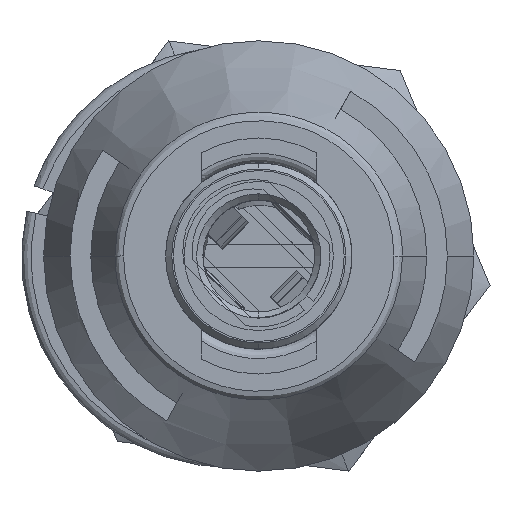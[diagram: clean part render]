
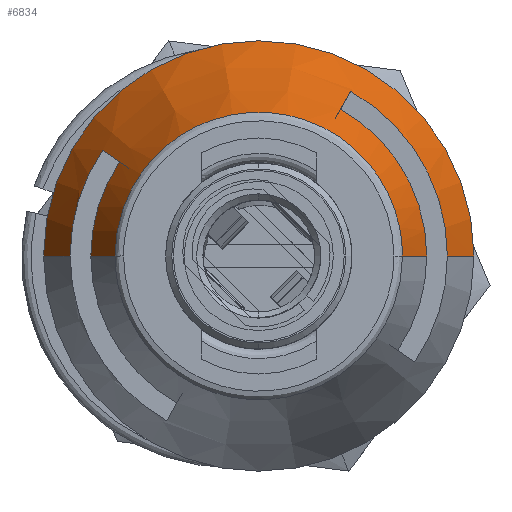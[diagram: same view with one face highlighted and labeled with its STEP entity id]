
A CAD part, left-side view. The second image highlights one B-rep face of the part: STEP entity #6834.
In plain terms, the highlighted conical face has half-angle 23.199 degrees and reference radius 4.55 mm.
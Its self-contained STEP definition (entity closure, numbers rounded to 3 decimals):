
#1793 = AXIS2_PLACEMENT_3D ( 'NONE', #29347, #5996, #20696 ) ;
#2639 = VECTOR ( 'NONE', #28896, 1000. ) ;
#2648 = VERTEX_POINT ( 'NONE', #68349 ) ;
#2978 = LINE ( 'NONE', #79037, #44184 ) ;
#5446 = VERTEX_POINT ( 'NONE', #15523 ) ;
#5996 = DIRECTION ( 'NONE',  ( 1., 0., 0. ) ) ;
#6592 = CIRCLE ( 'NONE', #76152, 6.071 ) ;
#6720 = DIRECTION ( 'NONE',  ( 0., 0., -1. ) ) ;
#6726 = VECTOR ( 'NONE', #91893, 1000. ) ;
#6806 = CARTESIAN_POINT ( 'NONE',  ( 5.035, 0., -6.929 ) ) ;
#6834 = ADVANCED_FACE ( 'NONE', ( #22674 ), #70902, .T. ) ;
#6961 = VERTEX_POINT ( 'NONE', #80861 ) ;
#8362 = LINE ( 'NONE', #67757, #86280 ) ;
#9112 = CARTESIAN_POINT ( 'NONE',  ( 7.035, 0., 0. ) ) ;
#9374 = CARTESIAN_POINT ( 'NONE',  ( 8.585, 0., 5.407 ) ) ;
#9540 = CARTESIAN_POINT ( 'NONE',  ( 10.403, -4.507, -1.211 ) ) ;
#12702 = CARTESIAN_POINT ( 'NONE',  ( 10.585, 0., 0. ) ) ;
#12838 = EDGE_CURVE ( 'NONE', #37889, #35228, #91459, .T. ) ;
#13427 = CARTESIAN_POINT ( 'NONE',  ( 5.035, 0., 0. ) ) ;
#13428 = DIRECTION ( 'NONE',  ( 1., 0., 0. ) ) ;
#15523 = CARTESIAN_POINT ( 'NONE',  ( 8.585, 0., -5.407 ) ) ;
#16053 = CARTESIAN_POINT ( 'NONE',  ( 7.035, -5.303, 2.956 ) ) ;
#16121 = DIRECTION ( 'NONE',  ( 1., 0., 0. ) ) ;
#17362 = EDGE_CURVE ( 'NONE', #92510, #37447, #33146, .T. ) ;
#17521 = CARTESIAN_POINT ( 'NONE',  ( 10.403, -0.606, -4.628 ) ) ;
#18402 = CARTESIAN_POINT ( 'NONE',  ( 10.585, 0., -4.55 ) ) ;
#20576 = VERTEX_POINT ( 'NONE', #34937 ) ;
#20696 = DIRECTION ( 'NONE',  ( 0., 0., -1. ) ) ;
#21169 = ORIENTED_EDGE ( 'NONE', *, *, #92683, .F. ) ;
#22674 = FACE_OUTER_BOUND ( 'NONE', #88014, .T. ) ;
#23507 = EDGE_CURVE ( 'NONE', #59239, #37889, #8362, .T. ) ;
#24594 = CARTESIAN_POINT ( 'NONE',  ( 10.403, -1.211, -4.507 ) ) ;
#24648 = CARTESIAN_POINT ( 'NONE',  ( 5.035, 0., 6.929 ) ) ;
#26216 = VERTEX_POINT ( 'NONE', #16053 ) ;
#28496 = DIRECTION ( 'NONE',  ( 0., 0., -1. ) ) ;
#28896 = DIRECTION ( 'NONE',  ( -0.919, 0., -0.394 ) ) ;
#29347 = CARTESIAN_POINT ( 'NONE',  ( 8.585, 0., 0. ) ) ;
#31027 = CARTESIAN_POINT ( 'NONE',  ( 10.403, -4.044, 2.331 ) ) ;
#31346 = CARTESIAN_POINT ( 'NONE',  ( 10.403, -0.606, 4.628 ) ) ;
#32308 = CARTESIAN_POINT ( 'NONE',  ( 10.403, -2.844, 3.701 ) ) ;
#33146 = B_SPLINE_CURVE_WITH_KNOTS ( 'NONE', 3,
 ( #61448, #17521, #24594, #39705, #68837, #75546, #68505, #9540, #47034, #60514, #60820, #31027, #53757, #32308, #75218, #45758, #31346, #90900 ),
 .UNSPECIFIED., .F., .F.,
 ( 4, 2, 2, 2, 2, 2, 2, 2, 4 ),
 ( 0., 0.062, 0.125, 0.187, 0.25, 0.312, 0.375, 0.437, 0.5 ),
 .UNSPECIFIED. ) ;
#34937 = CARTESIAN_POINT ( 'NONE',  ( 8.585, -4.723, 2.632 ) ) ;
#35028 = EDGE_CURVE ( 'NONE', #6961, #2648, #42690, .T. ) ;
#35166 = EDGE_CURVE ( 'NONE', #2648, #35228, #61091, .T. ) ;
#35228 = VERTEX_POINT ( 'NONE', #6806 ) ;
#37447 = VERTEX_POINT ( 'NONE', #89998 ) ;
#37819 = LINE ( 'NONE', #18402, #88112 ) ;
#37889 = VERTEX_POINT ( 'NONE', #24648 ) ;
#38517 = VECTOR ( 'NONE', #74567, 1000. ) ;
#39705 = CARTESIAN_POINT ( 'NONE',  ( 10.403, -2.331, -4.044 ) ) ;
#40665 = CARTESIAN_POINT ( 'NONE',  ( 21.202, 0., 0. ) ) ;
#41889 = ORIENTED_EDGE ( 'NONE', *, *, #35028, .F. ) ;
#42204 = DIRECTION ( 'NONE',  ( 0., 0., 1. ) ) ;
#42407 = CARTESIAN_POINT ( 'NONE',  ( 10.585, 0., -4.55 ) ) ;
#42690 = CIRCLE ( 'NONE', #94493, 6.071 ) ;
#43357 = AXIS2_PLACEMENT_3D ( 'NONE', #12702, #78684, #42204 ) ;
#43755 = DIRECTION ( 'NONE',  ( -1., 0., 0. ) ) ;
#44184 = VECTOR ( 'NONE', #86092, 1000. ) ;
#44219 = ORIENTED_EDGE ( 'NONE', *, *, #67464, .F. ) ;
#45758 = CARTESIAN_POINT ( 'NONE',  ( 10.403, -1.211, 4.507 ) ) ;
#47034 = CARTESIAN_POINT ( 'NONE',  ( 10.403, -4.628, -0.606 ) ) ;
#50920 = EDGE_CURVE ( 'NONE', #37447, #87024, #53382, .T. ) ;
#51179 = CIRCLE ( 'NONE', #91719, 5.407 ) ;
#51367 = LINE ( 'NONE', #40665, #6726 ) ;
#52201 = AXIS2_PLACEMENT_3D ( 'NONE', #13427, #80352, #28496 ) ;
#52357 = DIRECTION ( 'NONE',  ( -0.919, 0., 0.394 ) ) ;
#53382 = LINE ( 'NONE', #58562, #38517 ) ;
#53757 = CARTESIAN_POINT ( 'NONE',  ( 10.403, -3.701, 2.844 ) ) ;
#55231 = VERTEX_POINT ( 'NONE', #60118 ) ;
#55534 = ORIENTED_EDGE ( 'NONE', *, *, #23507, .T. ) ;
#58562 = CARTESIAN_POINT ( 'NONE',  ( 10.585, 0., 4.55 ) ) ;
#59239 = VERTEX_POINT ( 'NONE', #66367 ) ;
#60118 = CARTESIAN_POINT ( 'NONE',  ( 8.585, -3.034, -4.476 ) ) ;
#60514 = CARTESIAN_POINT ( 'NONE',  ( 10.403, -4.628, 0.606 ) ) ;
#60820 = CARTESIAN_POINT ( 'NONE',  ( 10.403, -4.507, 1.211 ) ) ;
#61091 = LINE ( 'NONE', #42407, #2639 ) ;
#61448 = CARTESIAN_POINT ( 'NONE',  ( 10.403, 0., -4.628 ) ) ;
#62329 = CARTESIAN_POINT ( 'NONE',  ( 10.403, 0., -4.628 ) ) ;
#62910 = CIRCLE ( 'NONE', #1793, 5.407 ) ;
#65026 = ORIENTED_EDGE ( 'NONE', *, *, #50920, .T. ) ;
#65486 = EDGE_CURVE ( 'NONE', #55231, #5446, #62910, .T. ) ;
#66367 = CARTESIAN_POINT ( 'NONE',  ( 7.035, 0., 6.071 ) ) ;
#67423 = ORIENTED_EDGE ( 'NONE', *, *, #17362, .T. ) ;
#67464 = EDGE_CURVE ( 'NONE', #59239, #26216, #6592, .T. ) ;
#67757 = CARTESIAN_POINT ( 'NONE',  ( 10.585, 0., 4.55 ) ) ;
#68349 = CARTESIAN_POINT ( 'NONE',  ( 7.035, 0., -6.071 ) ) ;
#68505 = CARTESIAN_POINT ( 'NONE',  ( 10.403, -4.044, -2.331 ) ) ;
#68837 = CARTESIAN_POINT ( 'NONE',  ( 10.403, -2.844, -3.701 ) ) ;
#70902 = CONICAL_SURFACE ( 'NONE', #43357, 4.55, 0.405 ) ;
#73796 = ORIENTED_EDGE ( 'NONE', *, *, #75327, .F. ) ;
#74452 = DIRECTION ( 'NONE',  ( 0., 0., -1. ) ) ;
#74567 = DIRECTION ( 'NONE',  ( -0.919, 0., 0.394 ) ) ;
#75218 = CARTESIAN_POINT ( 'NONE',  ( 10.403, -2.331, 4.044 ) ) ;
#75327 = EDGE_CURVE ( 'NONE', #26216, #20576, #2978, .T. ) ;
#75546 = CARTESIAN_POINT ( 'NONE',  ( 10.403, -3.701, -2.844 ) ) ;
#75634 = ORIENTED_EDGE ( 'NONE', *, *, #94619, .T. ) ;
#76152 = AXIS2_PLACEMENT_3D ( 'NONE', #80036, #13428, #6720 ) ;
#78684 = DIRECTION ( 'NONE',  ( -1., 0., 0. ) ) ;
#78981 = DIRECTION ( 'NONE',  ( 0., 0., 1. ) ) ;
#79037 = CARTESIAN_POINT ( 'NONE',  ( 21.202, 0., 0. ) ) ;
#80036 = CARTESIAN_POINT ( 'NONE',  ( 7.035, 0., 0. ) ) ;
#80352 = DIRECTION ( 'NONE',  ( 1., 0., 0. ) ) ;
#80861 = CARTESIAN_POINT ( 'NONE',  ( 7.035, -3.407, -5.026 ) ) ;
#81317 = ORIENTED_EDGE ( 'NONE', *, *, #92255, .F. ) ;
#86092 = DIRECTION ( 'NONE',  ( 0.919, 0.344, -0.192 ) ) ;
#86280 = VECTOR ( 'NONE', #52357, 1000. ) ;
#87024 = VERTEX_POINT ( 'NONE', #9374 ) ;
#87595 = CARTESIAN_POINT ( 'NONE',  ( 8.585, 0., 0. ) ) ;
#88014 = EDGE_LOOP ( 'NONE', ( #21169, #67423, #65026, #81317, #73796, #44219, #55534, #93589, #94579, #41889, #75634, #90576 ) ) ;
#88112 = VECTOR ( 'NONE', #91763, 1000. ) ;
#89998 = CARTESIAN_POINT ( 'NONE',  ( 10.403, 0., 4.628 ) ) ;
#90576 = ORIENTED_EDGE ( 'NONE', *, *, #65486, .T. ) ;
#90900 = CARTESIAN_POINT ( 'NONE',  ( 10.403, 0., 4.628 ) ) ;
#91459 = CIRCLE ( 'NONE', #52201, 6.929 ) ;
#91719 = AXIS2_PLACEMENT_3D ( 'NONE', #87595, #43755, #78981 ) ;
#91763 = DIRECTION ( 'NONE',  ( -0.919, 0., -0.394 ) ) ;
#91893 = DIRECTION ( 'NONE',  ( 0.919, 0.221, 0.326 ) ) ;
#92255 = EDGE_CURVE ( 'NONE', #20576, #87024, #51179, .T. ) ;
#92510 = VERTEX_POINT ( 'NONE', #62329 ) ;
#92683 = EDGE_CURVE ( 'NONE', #92510, #5446, #37819, .T. ) ;
#93589 = ORIENTED_EDGE ( 'NONE', *, *, #12838, .T. ) ;
#94493 = AXIS2_PLACEMENT_3D ( 'NONE', #9112, #16121, #74452 ) ;
#94579 = ORIENTED_EDGE ( 'NONE', *, *, #35166, .F. ) ;
#94619 = EDGE_CURVE ( 'NONE', #6961, #55231, #51367, .T. ) ;
